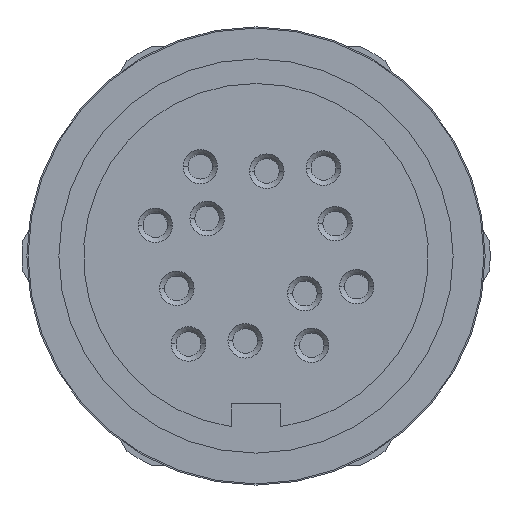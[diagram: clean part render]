
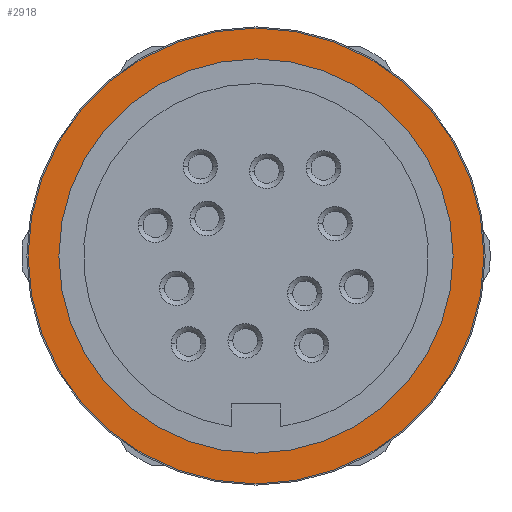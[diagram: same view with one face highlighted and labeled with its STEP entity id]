
A CAD part, front view. The second image highlights one B-rep face of the part: STEP entity #2918.
In plain terms, the highlighted planar face has unit normal (0, -1, 0).
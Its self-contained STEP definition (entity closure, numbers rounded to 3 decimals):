
#133=CARTESIAN_POINT('',(0.0,-30.0,9.25));
#134=VERTEX_POINT('',#133);
#143=CARTESIAN_POINT('',(0.,-30.0,-9.25));
#144=VERTEX_POINT('',#143);
#145=CARTESIAN_POINT('',(0.0,-30.0,0.));
#146=DIRECTION('',(0.0,1.0,0.0));
#147=DIRECTION('',(0.0,0.0,1.0));
#148=AXIS2_PLACEMENT_3D('',#145,#146,#147);
#149=CIRCLE('',#148,9.25);
#150=EDGE_CURVE('',#134,#144,#149,.T.);
#175=CARTESIAN_POINT('',(0.0,-30.0,8.));
#176=VERTEX_POINT('',#175);
#185=CARTESIAN_POINT('',(0.,-30.0,-8.));
#186=VERTEX_POINT('',#185);
#187=CARTESIAN_POINT('',(0.0,-30.0,0.));
#188=DIRECTION('',(0.0,1.0,0.0));
#189=DIRECTION('',(0.0,0.0,1.0));
#190=AXIS2_PLACEMENT_3D('',#187,#188,#189);
#191=CIRCLE('',#190,8.);
#192=EDGE_CURVE('',#186,#176,#191,.T.);
#2889=CARTESIAN_POINT('',(0.0,-30.0,0.));
#2890=DIRECTION('',(0.0,1.0,0.0));
#2891=DIRECTION('',(0.0,0.0,1.0));
#2892=AXIS2_PLACEMENT_3D('',#2889,#2890,#2891);
#2893=CIRCLE('',#2892,8.);
#2894=EDGE_CURVE('',#176,#186,#2893,.T.);
#2899=CARTESIAN_POINT('',(0.0,-30.0,8.625));
#2900=DIRECTION('',(0.0,-1.0,0.0));
#2901=DIRECTION('',(0.0,0.0,-1.0));
#2902=AXIS2_PLACEMENT_3D('',#2899,#2900,#2901);
#2903=PLANE('',#2902);
#2904=ORIENTED_EDGE('',*,*,#150,.F.);
#2905=CARTESIAN_POINT('',(0.0,-30.0,0.));
#2906=DIRECTION('',(0.0,1.0,0.0));
#2907=DIRECTION('',(0.0,0.0,1.0));
#2908=AXIS2_PLACEMENT_3D('',#2905,#2906,#2907);
#2909=CIRCLE('',#2908,9.25);
#2910=EDGE_CURVE('',#144,#134,#2909,.T.);
#2911=ORIENTED_EDGE('',*,*,#2910,.F.);
#2912=EDGE_LOOP('',(#2904,#2911));
#2913=FACE_OUTER_BOUND('',#2912,.T.);
#2914=ORIENTED_EDGE('',*,*,#2894,.T.);
#2915=ORIENTED_EDGE('',*,*,#192,.T.);
#2916=EDGE_LOOP('',(#2914,#2915));
#2917=FACE_BOUND('',#2916,.T.);
#2918=ADVANCED_FACE('',(#2913,#2917),#2903,.T.);
